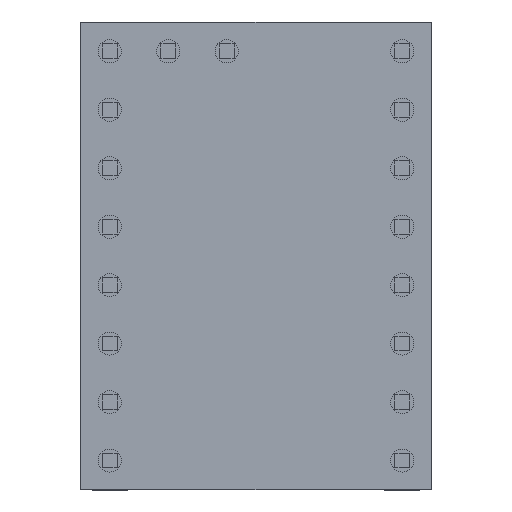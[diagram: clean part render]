
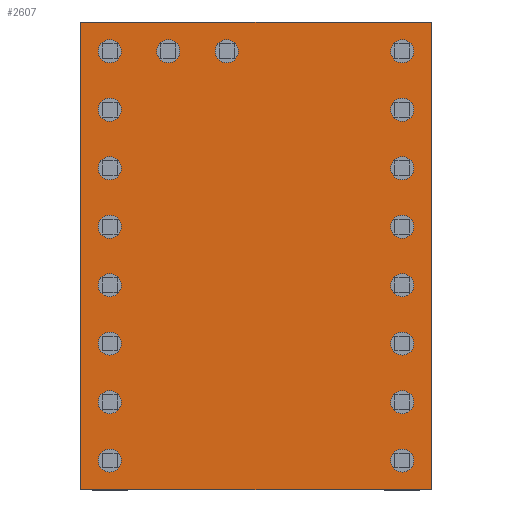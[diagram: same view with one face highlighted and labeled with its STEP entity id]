
A CAD part, top view. The second image highlights one B-rep face of the part: STEP entity #2607.
In plain terms, the highlighted planar face has unit normal (0, 0, 1).
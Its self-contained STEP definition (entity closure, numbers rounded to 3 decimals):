
#57=FACE_BOUND('',#422,.T.);
#58=FACE_BOUND('',#423,.T.);
#59=FACE_BOUND('',#424,.T.);
#60=FACE_BOUND('',#425,.T.);
#61=FACE_BOUND('',#426,.T.);
#62=FACE_BOUND('',#427,.T.);
#63=FACE_BOUND('',#428,.T.);
#64=FACE_BOUND('',#429,.T.);
#65=FACE_BOUND('',#430,.T.);
#66=FACE_BOUND('',#431,.T.);
#67=FACE_BOUND('',#432,.T.);
#68=FACE_BOUND('',#433,.T.);
#69=FACE_BOUND('',#434,.T.);
#70=FACE_BOUND('',#435,.T.);
#71=FACE_BOUND('',#436,.T.);
#72=FACE_BOUND('',#437,.T.);
#73=FACE_BOUND('',#438,.T.);
#74=FACE_BOUND('',#439,.T.);
#97=PLANE('',#2840);
#259=FACE_OUTER_BOUND('',#421,.T.);
#421=EDGE_LOOP('',(#1947,#1948,#1949,#1950));
#422=EDGE_LOOP('',(#1951));
#423=EDGE_LOOP('',(#1952));
#424=EDGE_LOOP('',(#1953));
#425=EDGE_LOOP('',(#1954));
#426=EDGE_LOOP('',(#1955));
#427=EDGE_LOOP('',(#1956));
#428=EDGE_LOOP('',(#1957));
#429=EDGE_LOOP('',(#1958));
#430=EDGE_LOOP('',(#1959));
#431=EDGE_LOOP('',(#1960));
#432=EDGE_LOOP('',(#1961));
#433=EDGE_LOOP('',(#1962));
#434=EDGE_LOOP('',(#1963));
#435=EDGE_LOOP('',(#1964));
#436=EDGE_LOOP('',(#1965));
#437=EDGE_LOOP('',(#1966));
#438=EDGE_LOOP('',(#1967));
#439=EDGE_LOOP('',(#1968));
#617=LINE('',#3812,#935);
#620=LINE('',#3818,#938);
#623=LINE('',#3824,#941);
#626=LINE('',#3828,#944);
#935=VECTOR('',#3112,10.);
#938=VECTOR('',#3117,10.);
#941=VECTOR('',#3122,10.);
#944=VECTOR('',#3127,10.);
#1233=CIRCLE('',#2783,0.5);
#1235=CIRCLE('',#2786,0.5);
#1237=CIRCLE('',#2789,0.5);
#1239=CIRCLE('',#2792,0.5);
#1241=CIRCLE('',#2795,0.5);
#1243=CIRCLE('',#2798,0.5);
#1245=CIRCLE('',#2801,0.5);
#1247=CIRCLE('',#2804,0.5);
#1249=CIRCLE('',#2807,0.5);
#1251=CIRCLE('',#2810,0.5);
#1253=CIRCLE('',#2813,0.5);
#1255=CIRCLE('',#2816,0.5);
#1257=CIRCLE('',#2819,0.5);
#1259=CIRCLE('',#2822,0.5);
#1261=CIRCLE('',#2825,0.5);
#1263=CIRCLE('',#2828,0.5);
#1265=CIRCLE('',#2831,0.5);
#1267=CIRCLE('',#2834,0.5);
#1269=VERTEX_POINT('',#3698);
#1271=VERTEX_POINT('',#3704);
#1273=VERTEX_POINT('',#3710);
#1275=VERTEX_POINT('',#3716);
#1277=VERTEX_POINT('',#3722);
#1279=VERTEX_POINT('',#3728);
#1281=VERTEX_POINT('',#3734);
#1283=VERTEX_POINT('',#3740);
#1285=VERTEX_POINT('',#3746);
#1287=VERTEX_POINT('',#3752);
#1289=VERTEX_POINT('',#3758);
#1291=VERTEX_POINT('',#3764);
#1293=VERTEX_POINT('',#3770);
#1295=VERTEX_POINT('',#3776);
#1297=VERTEX_POINT('',#3782);
#1299=VERTEX_POINT('',#3788);
#1301=VERTEX_POINT('',#3794);
#1303=VERTEX_POINT('',#3800);
#1307=VERTEX_POINT('',#3809);
#1308=VERTEX_POINT('',#3811);
#1310=VERTEX_POINT('',#3817);
#1312=VERTEX_POINT('',#3823);
#1505=EDGE_CURVE('',#1269,#1269,#1233,.T.);
#1508=EDGE_CURVE('',#1271,#1271,#1235,.T.);
#1511=EDGE_CURVE('',#1273,#1273,#1237,.T.);
#1514=EDGE_CURVE('',#1275,#1275,#1239,.T.);
#1517=EDGE_CURVE('',#1277,#1277,#1241,.T.);
#1520=EDGE_CURVE('',#1279,#1279,#1243,.T.);
#1523=EDGE_CURVE('',#1281,#1281,#1245,.T.);
#1526=EDGE_CURVE('',#1283,#1283,#1247,.T.);
#1529=EDGE_CURVE('',#1285,#1285,#1249,.T.);
#1532=EDGE_CURVE('',#1287,#1287,#1251,.T.);
#1535=EDGE_CURVE('',#1289,#1289,#1253,.T.);
#1538=EDGE_CURVE('',#1291,#1291,#1255,.T.);
#1541=EDGE_CURVE('',#1293,#1293,#1257,.T.);
#1544=EDGE_CURVE('',#1295,#1295,#1259,.T.);
#1547=EDGE_CURVE('',#1297,#1297,#1261,.T.);
#1550=EDGE_CURVE('',#1299,#1299,#1263,.T.);
#1553=EDGE_CURVE('',#1301,#1301,#1265,.T.);
#1556=EDGE_CURVE('',#1303,#1303,#1267,.T.);
#1561=EDGE_CURVE('',#1308,#1307,#617,.T.);
#1564=EDGE_CURVE('',#1310,#1308,#620,.T.);
#1567=EDGE_CURVE('',#1312,#1310,#623,.T.);
#1570=EDGE_CURVE('',#1307,#1312,#626,.T.);
#1947=ORIENTED_EDGE('',*,*,#1570,.T.);
#1948=ORIENTED_EDGE('',*,*,#1567,.T.);
#1949=ORIENTED_EDGE('',*,*,#1564,.T.);
#1950=ORIENTED_EDGE('',*,*,#1561,.T.);
#1951=ORIENTED_EDGE('',*,*,#1505,.T.);
#1952=ORIENTED_EDGE('',*,*,#1508,.T.);
#1953=ORIENTED_EDGE('',*,*,#1511,.T.);
#1954=ORIENTED_EDGE('',*,*,#1514,.T.);
#1955=ORIENTED_EDGE('',*,*,#1517,.T.);
#1956=ORIENTED_EDGE('',*,*,#1520,.T.);
#1957=ORIENTED_EDGE('',*,*,#1523,.T.);
#1958=ORIENTED_EDGE('',*,*,#1526,.T.);
#1959=ORIENTED_EDGE('',*,*,#1529,.T.);
#1960=ORIENTED_EDGE('',*,*,#1532,.T.);
#1961=ORIENTED_EDGE('',*,*,#1535,.T.);
#1962=ORIENTED_EDGE('',*,*,#1538,.T.);
#1963=ORIENTED_EDGE('',*,*,#1541,.T.);
#1964=ORIENTED_EDGE('',*,*,#1544,.T.);
#1965=ORIENTED_EDGE('',*,*,#1547,.T.);
#1966=ORIENTED_EDGE('',*,*,#1550,.T.);
#1967=ORIENTED_EDGE('',*,*,#1553,.T.);
#1968=ORIENTED_EDGE('',*,*,#1556,.T.);
#2607=ADVANCED_FACE('',(#259,#57,#58,#59,#60,#61,#62,#63,#64,#65,#66,#67,
#68,#69,#70,#71,#72,#73,#74),#97,.T.);
#2783=AXIS2_PLACEMENT_3D('',#3699,#2984,#2985);
#2786=AXIS2_PLACEMENT_3D('',#3705,#2991,#2992);
#2789=AXIS2_PLACEMENT_3D('',#3711,#2998,#2999);
#2792=AXIS2_PLACEMENT_3D('',#3717,#3005,#3006);
#2795=AXIS2_PLACEMENT_3D('',#3723,#3012,#3013);
#2798=AXIS2_PLACEMENT_3D('',#3729,#3019,#3020);
#2801=AXIS2_PLACEMENT_3D('',#3735,#3026,#3027);
#2804=AXIS2_PLACEMENT_3D('',#3741,#3033,#3034);
#2807=AXIS2_PLACEMENT_3D('',#3747,#3040,#3041);
#2810=AXIS2_PLACEMENT_3D('',#3753,#3047,#3048);
#2813=AXIS2_PLACEMENT_3D('',#3759,#3054,#3055);
#2816=AXIS2_PLACEMENT_3D('',#3765,#3061,#3062);
#2819=AXIS2_PLACEMENT_3D('',#3771,#3068,#3069);
#2822=AXIS2_PLACEMENT_3D('',#3777,#3075,#3076);
#2825=AXIS2_PLACEMENT_3D('',#3783,#3082,#3083);
#2828=AXIS2_PLACEMENT_3D('',#3789,#3089,#3090);
#2831=AXIS2_PLACEMENT_3D('',#3795,#3096,#3097);
#2834=AXIS2_PLACEMENT_3D('',#3801,#3103,#3104);
#2840=AXIS2_PLACEMENT_3D('',#3829,#3128,#3129);
#2984=DIRECTION('center_axis',(0.,0.,-1.));
#2985=DIRECTION('ref_axis',(-1.,0.,0.));
#2991=DIRECTION('center_axis',(0.,0.,-1.));
#2992=DIRECTION('ref_axis',(-1.,0.,0.));
#2998=DIRECTION('center_axis',(0.,0.,-1.));
#2999=DIRECTION('ref_axis',(-1.,0.,0.));
#3005=DIRECTION('center_axis',(0.,0.,-1.));
#3006=DIRECTION('ref_axis',(-1.,0.,0.));
#3012=DIRECTION('center_axis',(0.,0.,-1.));
#3013=DIRECTION('ref_axis',(-1.,0.,0.));
#3019=DIRECTION('center_axis',(0.,0.,-1.));
#3020=DIRECTION('ref_axis',(-1.,0.,0.));
#3026=DIRECTION('center_axis',(0.,0.,-1.));
#3027=DIRECTION('ref_axis',(-1.,0.,0.));
#3033=DIRECTION('center_axis',(0.,0.,-1.));
#3034=DIRECTION('ref_axis',(-1.,0.,0.));
#3040=DIRECTION('center_axis',(0.,0.,-1.));
#3041=DIRECTION('ref_axis',(-1.,0.,0.));
#3047=DIRECTION('center_axis',(0.,0.,-1.));
#3048=DIRECTION('ref_axis',(-1.,0.,0.));
#3054=DIRECTION('center_axis',(0.,0.,-1.));
#3055=DIRECTION('ref_axis',(-1.,0.,0.));
#3061=DIRECTION('center_axis',(0.,0.,-1.));
#3062=DIRECTION('ref_axis',(-1.,0.,0.));
#3068=DIRECTION('center_axis',(0.,0.,-1.));
#3069=DIRECTION('ref_axis',(-1.,0.,0.));
#3075=DIRECTION('center_axis',(0.,0.,-1.));
#3076=DIRECTION('ref_axis',(-1.,0.,0.));
#3082=DIRECTION('center_axis',(0.,0.,-1.));
#3083=DIRECTION('ref_axis',(-1.,0.,0.));
#3089=DIRECTION('center_axis',(0.,0.,-1.));
#3090=DIRECTION('ref_axis',(-1.,0.,0.));
#3096=DIRECTION('center_axis',(0.,0.,-1.));
#3097=DIRECTION('ref_axis',(-1.,0.,0.));
#3103=DIRECTION('center_axis',(0.,0.,-1.));
#3104=DIRECTION('ref_axis',(-1.,0.,0.));
#3112=DIRECTION('',(0.,-1.,0.));
#3117=DIRECTION('',(-1.,0.,0.));
#3122=DIRECTION('',(0.,1.,0.));
#3127=DIRECTION('',(1.,0.,0.));
#3128=DIRECTION('center_axis',(0.,0.,1.));
#3129=DIRECTION('ref_axis',(1.,0.,0.));
#3698=CARTESIAN_POINT('',(-0.77,8.89,4.14));
#3699=CARTESIAN_POINT('Origin',(-1.27,8.89,4.14));
#3704=CARTESIAN_POINT('',(-3.31,8.89,4.14));
#3705=CARTESIAN_POINT('Origin',(-3.81,8.89,4.14));
#3710=CARTESIAN_POINT('',(6.85,-8.89,4.14));
#3711=CARTESIAN_POINT('Origin',(6.35,-8.89,4.14));
#3716=CARTESIAN_POINT('',(-5.85,-8.89,4.14));
#3717=CARTESIAN_POINT('Origin',(-6.35,-8.89,4.14));
#3722=CARTESIAN_POINT('',(6.85,-6.35,4.14));
#3723=CARTESIAN_POINT('Origin',(6.35,-6.35,4.14));
#3728=CARTESIAN_POINT('',(-5.85,-6.35,4.14));
#3729=CARTESIAN_POINT('Origin',(-6.35,-6.35,4.14));
#3734=CARTESIAN_POINT('',(6.85,-3.81,4.14));
#3735=CARTESIAN_POINT('Origin',(6.35,-3.81,4.14));
#3740=CARTESIAN_POINT('',(-5.85,-3.81,4.14));
#3741=CARTESIAN_POINT('Origin',(-6.35,-3.81,4.14));
#3746=CARTESIAN_POINT('',(6.85,-1.27,4.14));
#3747=CARTESIAN_POINT('Origin',(6.35,-1.27,4.14));
#3752=CARTESIAN_POINT('',(-5.85,-1.27,4.14));
#3753=CARTESIAN_POINT('Origin',(-6.35,-1.27,4.14));
#3758=CARTESIAN_POINT('',(6.85,1.27,4.14));
#3759=CARTESIAN_POINT('Origin',(6.35,1.27,4.14));
#3764=CARTESIAN_POINT('',(-5.85,1.27,4.14));
#3765=CARTESIAN_POINT('Origin',(-6.35,1.27,4.14));
#3770=CARTESIAN_POINT('',(6.85,3.81,4.14));
#3771=CARTESIAN_POINT('Origin',(6.35,3.81,4.14));
#3776=CARTESIAN_POINT('',(-5.85,3.81,4.14));
#3777=CARTESIAN_POINT('Origin',(-6.35,3.81,4.14));
#3782=CARTESIAN_POINT('',(6.85,6.35,4.14));
#3783=CARTESIAN_POINT('Origin',(6.35,6.35,4.14));
#3788=CARTESIAN_POINT('',(-5.85,6.35,4.14));
#3789=CARTESIAN_POINT('Origin',(-6.35,6.35,4.14));
#3794=CARTESIAN_POINT('',(6.85,8.89,4.14));
#3795=CARTESIAN_POINT('Origin',(6.35,8.89,4.14));
#3800=CARTESIAN_POINT('',(-5.85,8.89,4.14));
#3801=CARTESIAN_POINT('Origin',(-6.35,8.89,4.14));
#3809=CARTESIAN_POINT('',(-7.62,-10.16,4.14));
#3811=CARTESIAN_POINT('',(-7.62,10.16,4.14));
#3812=CARTESIAN_POINT('',(-7.62,-10.16,4.14));
#3817=CARTESIAN_POINT('',(7.62,10.16,4.14));
#3818=CARTESIAN_POINT('',(-7.62,10.16,4.14));
#3823=CARTESIAN_POINT('',(7.62,-10.16,4.14));
#3824=CARTESIAN_POINT('',(7.62,10.16,4.14));
#3828=CARTESIAN_POINT('',(7.62,-10.16,4.14));
#3829=CARTESIAN_POINT('Origin',(0.,0.,4.14));
